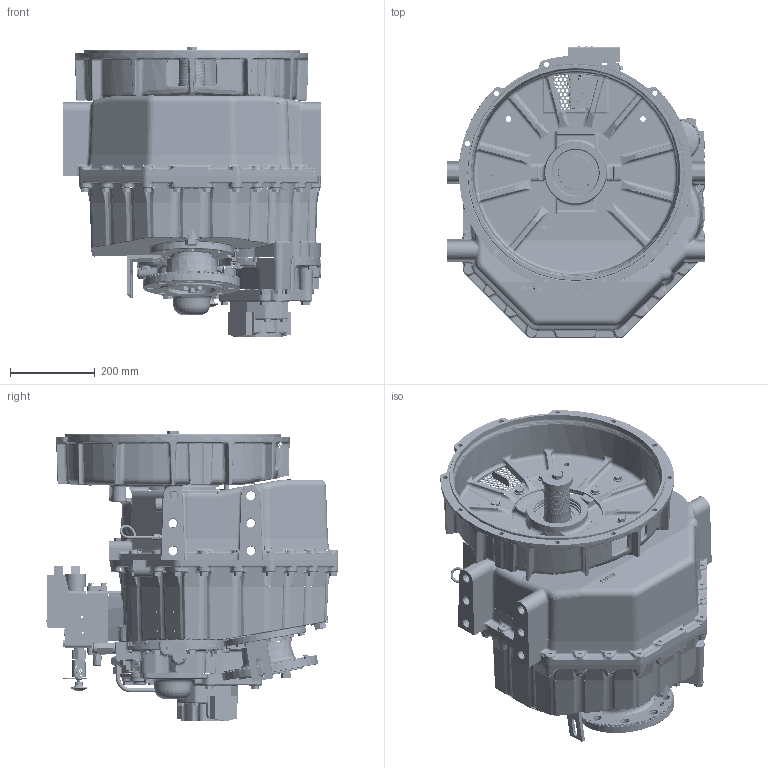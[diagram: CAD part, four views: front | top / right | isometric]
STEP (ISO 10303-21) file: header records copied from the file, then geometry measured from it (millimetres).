
FILE_DESCRIPTION (( 'STEP AP214' ), '1' );
FILE_NAME ('1027607F.step', '2021-03-18T22:30:03', ( 'TDI' ), ( 'Twin Disc Inc' ), 'SwSTEP 2.0', 'SolidWorks 2019', '' );
FILE_SCHEMA (( 'AUTOMOTIVE_DESIGN' ));
Length unit declared in the file: millimetre
Products named in the file (1): 1027607F
Bounding box: 611.67 x 691.18 x 684.05 mm (x, y, z)
Surface area: 3513386.3 mm2 (no closed solid volume)
Topology: 0 solids, 466 shells, 5555 faces, 20178 edges, 14045 vertices
Faces by surface type: plane 1691, cylinder 1432, bspline 1272, torus 563, cone 499, sphere 98
Full cylindrical faces by diameter (mm): 2.54 x4, 4.6 x1, 4.826 x1, 5 x4, 5.131 x1, 6.35 x2, 7 x83, 7.708 x1, 7.709 x2, 7.88 x1, 8 x4, 8.4 x2, 8.8 x19, 9.335 x4, 9.538 x1, 10 x19, 10.003 x2, 10.5 x2, 10.6 x3, 10.716 x2, 11 x4, 11.125 x1, 11.906 x12, 12 x16, 12.013 x1, 12.046 x2, 12.5 x4, 12.7 x1, 12.954 x1, 13 x14
Entity records: 354048 total; most frequent: CARTESIAN_POINT 141359, ORIENTED_EDGE 28869, DIRECTION 28865, EDGE_CURVE 19235, VERTEX_POINT 13887, AXIS2_PLACEMENT_3D 11427, EDGE_LOOP 7274, CIRCLE 7143
